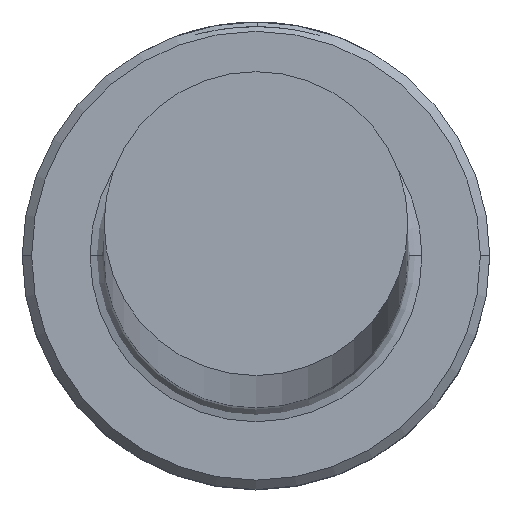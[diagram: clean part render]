
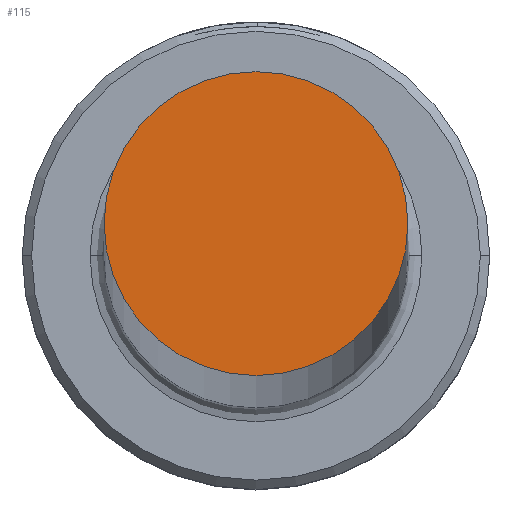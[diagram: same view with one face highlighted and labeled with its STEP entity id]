
A CAD part, top view. The second image highlights one B-rep face of the part: STEP entity #115.
In plain terms, the highlighted planar face has unit normal (0, 0, 1).
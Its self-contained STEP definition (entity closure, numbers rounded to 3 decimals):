
#4 = CARTESIAN_POINT ( 'NONE',  ( -3.25, 0., 400. ) ) ;
#17 = CARTESIAN_POINT ( 'NONE',  ( 0., 0., 400. ) ) ;
#57 = DIRECTION ( 'NONE',  ( 0., 0., 1. ) ) ;
#63 = DIRECTION ( 'NONE',  ( 0., 0., 1. ) ) ;
#90 = AXIS2_PLACEMENT_3D ( 'NONE', #263, #901, #360 ) ;
#115 = ADVANCED_FACE ( 'NONE', ( #236 ), #357, .T. ) ;
#143 = VERTEX_POINT ( 'NONE', #4 ) ;
#236 = FACE_OUTER_BOUND ( 'NONE', #1083, .T. ) ;
#247 = CARTESIAN_POINT ( 'NONE',  ( 0., 0., 400. ) ) ;
#263 = CARTESIAN_POINT ( 'NONE',  ( 0., 0., 400. ) ) ;
#267 = DIRECTION ( 'NONE',  ( 1., 0., 0. ) ) ;
#350 = AXIS2_PLACEMENT_3D ( 'NONE', #247, #57, #596 ) ;
#357 = PLANE ( 'NONE',  #350 ) ;
#360 = DIRECTION ( 'NONE',  ( 1., 0., 0. ) ) ;
#373 = CARTESIAN_POINT ( 'NONE',  ( 3.25, 0., 400. ) ) ;
#440 = EDGE_CURVE ( 'NONE', #768, #143, #1027, .T. ) ;
#509 = ORIENTED_EDGE ( 'NONE', *, *, #440, .T. ) ;
#596 = DIRECTION ( 'NONE',  ( 1., 0., 0. ) ) ;
#687 = EDGE_CURVE ( 'NONE', #143, #768, #1163, .T. ) ;
#768 = VERTEX_POINT ( 'NONE', #373 ) ;
#841 = ORIENTED_EDGE ( 'NONE', *, *, #687, .T. ) ;
#880 = AXIS2_PLACEMENT_3D ( 'NONE', #17, #63, #267 ) ;
#901 = DIRECTION ( 'NONE',  ( 0., 0., 1. ) ) ;
#1027 = CIRCLE ( 'NONE', #880, 3.25 ) ;
#1083 = EDGE_LOOP ( 'NONE', ( #841, #509 ) ) ;
#1163 = CIRCLE ( 'NONE', #90, 3.25 ) ;
